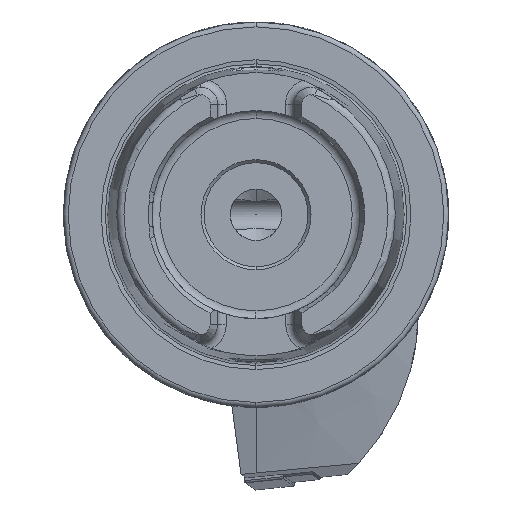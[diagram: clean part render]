
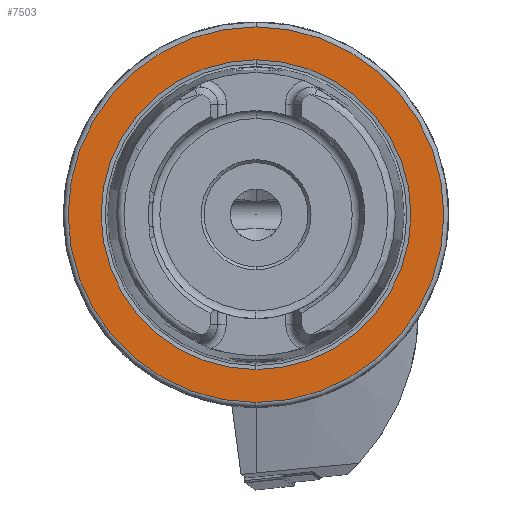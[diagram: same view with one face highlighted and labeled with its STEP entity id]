
A CAD part, left-side view. The second image highlights one B-rep face of the part: STEP entity #7503.
In plain terms, the highlighted planar face has unit normal (-1, 0, 0).
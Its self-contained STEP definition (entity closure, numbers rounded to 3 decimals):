
#295 = CIRCLE ( 'NONE', #735, 25.324 ) ;
#641 = AXIS2_PLACEMENT_3D ( 'NONE', #18162, #2438, #3873 ) ;
#735 = AXIS2_PLACEMENT_3D ( 'NONE', #12040, #4609, #16096 ) ;
#1207 = CIRCLE ( 'NONE', #1668, 30.7 ) ;
#1668 = AXIS2_PLACEMENT_3D ( 'NONE', #12089, #13621, #4989 ) ;
#1738 = VERTEX_POINT ( 'NONE', #13568 ) ;
#2098 = AXIS2_PLACEMENT_3D ( 'NONE', #6248, #9040, #11772 ) ;
#2371 = EDGE_CURVE ( 'NONE', #10519, #1738, #1207, .T. ) ;
#2438 = DIRECTION ( 'NONE',  ( -1., 0., 0. ) ) ;
#2441 = AXIS2_PLACEMENT_3D ( 'NONE', #4859, #10888, #15153 ) ;
#3214 = CIRCLE ( 'NONE', #641, 25.324 ) ;
#3469 = EDGE_LOOP ( 'NONE', ( #4453, #4305 ) ) ;
#3680 = EDGE_CURVE ( 'NONE', #15330, #11719, #295, .T. ) ;
#3873 = DIRECTION ( 'NONE',  ( 0., 0., 1. ) ) ;
#4217 = ORIENTED_EDGE ( 'NONE', *, *, #15042, .T. ) ;
#4305 = ORIENTED_EDGE ( 'NONE', *, *, #6835, .F. ) ;
#4453 = ORIENTED_EDGE ( 'NONE', *, *, #3680, .F. ) ;
#4609 = DIRECTION ( 'NONE',  ( -1., 0., 0. ) ) ;
#4859 = CARTESIAN_POINT ( 'NONE',  ( 0., 0., 0. ) ) ;
#4989 = DIRECTION ( 'NONE',  ( 0., 0., 1. ) ) ;
#5542 = CARTESIAN_POINT ( 'NONE',  ( 0., 0., 30.7 ) ) ;
#5657 = FACE_BOUND ( 'NONE', #3469, .T. ) ;
#6248 = CARTESIAN_POINT ( 'NONE',  ( 0., 30.7, 0. ) ) ;
#6485 = EDGE_LOOP ( 'NONE', ( #7409, #4217 ) ) ;
#6835 = EDGE_CURVE ( 'NONE', #11719, #15330, #3214, .T. ) ;
#7409 = ORIENTED_EDGE ( 'NONE', *, *, #2371, .T. ) ;
#7503 = ADVANCED_FACE ( 'NONE', ( #5657, #12862 ), #14597, .F. ) ;
#9040 = DIRECTION ( 'NONE',  ( 1., 0., 0. ) ) ;
#10519 = VERTEX_POINT ( 'NONE', #5542 ) ;
#10888 = DIRECTION ( 'NONE',  ( -1., 0., 0. ) ) ;
#11719 = VERTEX_POINT ( 'NONE', #12187 ) ;
#11772 = DIRECTION ( 'NONE',  ( 0., 0., -1. ) ) ;
#12040 = CARTESIAN_POINT ( 'NONE',  ( 0., 0., 0. ) ) ;
#12089 = CARTESIAN_POINT ( 'NONE',  ( 0., 0., 0. ) ) ;
#12187 = CARTESIAN_POINT ( 'NONE',  ( 0., 0., -25.324 ) ) ;
#12862 = FACE_OUTER_BOUND ( 'NONE', #6485, .T. ) ;
#13568 = CARTESIAN_POINT ( 'NONE',  ( 0., 0., -30.7 ) ) ;
#13621 = DIRECTION ( 'NONE',  ( -1., 0., 0. ) ) ;
#14597 = PLANE ( 'NONE',  #2098 ) ;
#15042 = EDGE_CURVE ( 'NONE', #1738, #10519, #18236, .T. ) ;
#15153 = DIRECTION ( 'NONE',  ( 0., 0., 1. ) ) ;
#15330 = VERTEX_POINT ( 'NONE', #15704 ) ;
#15704 = CARTESIAN_POINT ( 'NONE',  ( 0., 0., 25.324 ) ) ;
#16096 = DIRECTION ( 'NONE',  ( 0., 0., 1. ) ) ;
#18162 = CARTESIAN_POINT ( 'NONE',  ( 0., 0., 0. ) ) ;
#18236 = CIRCLE ( 'NONE', #2441, 30.7 ) ;
